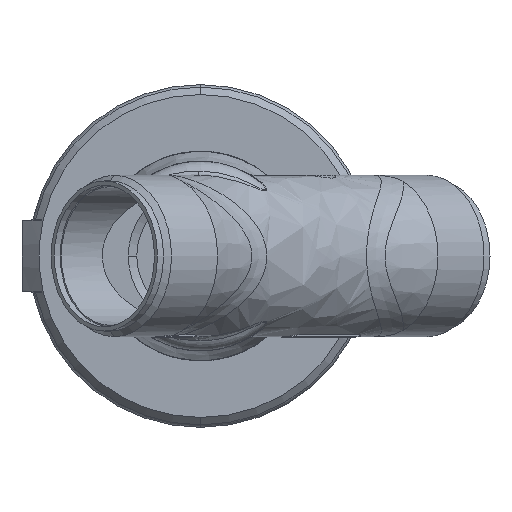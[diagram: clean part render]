
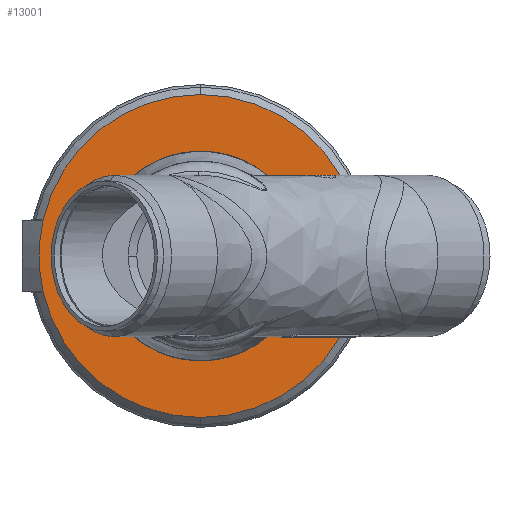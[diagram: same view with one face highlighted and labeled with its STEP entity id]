
A CAD part, front view. The second image highlights one B-rep face of the part: STEP entity #13001.
In plain terms, the highlighted planar face has unit normal (0, -1, 0).
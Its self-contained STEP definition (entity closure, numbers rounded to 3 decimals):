
#61 = DIRECTION ( 'NONE',  ( -1., 0., 0. ) ) ;
#453 = CIRCLE ( 'NONE', #20112, 57. ) ;
#675 = DIRECTION ( 'NONE',  ( 0., 1., 0. ) ) ;
#683 = CIRCLE ( 'NONE', #17582, 57. ) ;
#1069 = ORIENTED_EDGE ( 'NONE', *, *, #15343, .F. ) ;
#1219 = CARTESIAN_POINT ( 'NONE',  ( -180.056, 246.411, 55.567 ) ) ;
#1399 = CARTESIAN_POINT ( 'NONE',  ( -146.856, 246.411, 0. ) ) ;
#1444 = CIRCLE ( 'NONE', #11422, 20.5 ) ;
#1556 = ORIENTED_EDGE ( 'NONE', *, *, #5494, .T. ) ;
#1838 = CARTESIAN_POINT ( 'NONE',  ( -167.356, 246.411, 0. ) ) ;
#1872 = CARTESIAN_POINT ( 'NONE',  ( -154.649, 246.411, 55.566 ) ) ;
#2084 = CARTESIAN_POINT ( 'NONE',  ( -167.356, 246.411, 0. ) ) ;
#2524 = VERTEX_POINT ( 'NONE', #2609 ) ;
#2609 = CARTESIAN_POINT ( 'NONE',  ( -180.065, 246.411, 55.565 ) ) ;
#2863 = CARTESIAN_POINT ( 'NONE',  ( -154.656, 246.411, 55.567 ) ) ;
#3710 = EDGE_LOOP ( 'NONE', ( #1069, #1556, #15389, #14631, #8290, #9557 ) ) ;
#3794 = B_SPLINE_CURVE_WITH_KNOTS ( 'NONE', 3,
 ( #15094, #10215, #5472, #12064 ),
 .UNSPECIFIED., .F., .F.,
 ( 4, 4 ),
 ( 0., 0. ),
 .UNSPECIFIED. ) ;
#4140 = VERTEX_POINT ( 'NONE', #1872 ) ;
#4269 = AXIS2_PLACEMENT_3D ( 'NONE', #4867, #19563, #11246 ) ;
#4823 = CARTESIAN_POINT ( 'NONE',  ( -167.356, 246.411, 0. ) ) ;
#4867 = CARTESIAN_POINT ( 'NONE',  ( -167.356, 246.411, 0. ) ) ;
#4931 = AXIS2_PLACEMENT_3D ( 'NONE', #11265, #9688, #12751 ) ;
#5173 = DIRECTION ( 'NONE',  ( -1., 0., 0. ) ) ;
#5472 = CARTESIAN_POINT ( 'NONE',  ( -180.062, 246.411, 55.566 ) ) ;
#5494 = EDGE_CURVE ( 'NONE', #4140, #14283, #18695, .T. ) ;
#5650 = DIRECTION ( 'NONE',  ( -1., 0., 0. ) ) ;
#5884 = AXIS2_PLACEMENT_3D ( 'NONE', #18295, #16746, #11939 ) ;
#7270 = CIRCLE ( 'NONE', #4269, 20.5 ) ;
#7441 = VERTEX_POINT ( 'NONE', #10902 ) ;
#7553 = FACE_BOUND ( 'NONE', #17570, .T. ) ;
#7776 = AXIS2_PLACEMENT_3D ( 'NONE', #1838, #13246, #5173 ) ;
#8180 = EDGE_CURVE ( 'NONE', #11313, #7441, #1444, .T. ) ;
#8290 = ORIENTED_EDGE ( 'NONE', *, *, #15134, .F. ) ;
#8421 = VERTEX_POINT ( 'NONE', #12884 ) ;
#8904 = CARTESIAN_POINT ( 'NONE',  ( -110.356, 246.411, 0. ) ) ;
#9557 = ORIENTED_EDGE ( 'NONE', *, *, #12738, .F. ) ;
#9688 = DIRECTION ( 'NONE',  ( 0., 1., 0. ) ) ;
#10215 = CARTESIAN_POINT ( 'NONE',  ( -180.059, 246.411, 55.567 ) ) ;
#10219 = CARTESIAN_POINT ( 'NONE',  ( -154.656, 246.411, 55.567 ) ) ;
#10405 = CARTESIAN_POINT ( 'NONE',  ( -167.356, 246.411, 0. ) ) ;
#10728 = CIRCLE ( 'NONE', #4931, 57. ) ;
#10902 = CARTESIAN_POINT ( 'NONE',  ( -187.856, 246.411, 0. ) ) ;
#11103 = CARTESIAN_POINT ( 'NONE',  ( -154.651, 246.411, 55.566 ) ) ;
#11246 = DIRECTION ( 'NONE',  ( -1., 0., 0. ) ) ;
#11265 = CARTESIAN_POINT ( 'NONE',  ( -167.356, 246.411, 0. ) ) ;
#11313 = VERTEX_POINT ( 'NONE', #1399 ) ;
#11422 = AXIS2_PLACEMENT_3D ( 'NONE', #10405, #675, #5650 ) ;
#11939 = DIRECTION ( 'NONE',  ( 1., 0., 0. ) ) ;
#12064 = CARTESIAN_POINT ( 'NONE',  ( -180.065, 246.411, 55.565 ) ) ;
#12159 = CIRCLE ( 'NONE', #7776, 57. ) ;
#12738 = EDGE_CURVE ( 'NONE', #18234, #8421, #12159, .T. ) ;
#12751 = DIRECTION ( 'NONE',  ( -1., 0., 0. ) ) ;
#12884 = CARTESIAN_POINT ( 'NONE',  ( -224.356, 246.411, 0. ) ) ;
#13001 = ADVANCED_FACE ( 'NONE', ( #7553, #13642 ), #18436, .T. ) ;
#13246 = DIRECTION ( 'NONE',  ( 0., 1., 0. ) ) ;
#13610 = ORIENTED_EDGE ( 'NONE', *, *, #8180, .T. ) ;
#13642 = FACE_OUTER_BOUND ( 'NONE', #3710, .T. ) ;
#14283 = VERTEX_POINT ( 'NONE', #10219 ) ;
#14631 = ORIENTED_EDGE ( 'NONE', *, *, #17964, .T. ) ;
#15094 = CARTESIAN_POINT ( 'NONE',  ( -180.056, 246.411, 55.567 ) ) ;
#15134 = EDGE_CURVE ( 'NONE', #8421, #2524, #453, .T. ) ;
#15343 = EDGE_CURVE ( 'NONE', #4140, #18234, #683, .T. ) ;
#15389 = ORIENTED_EDGE ( 'NONE', *, *, #20530, .F. ) ;
#15764 = EDGE_CURVE ( 'NONE', #7441, #11313, #7270, .T. ) ;
#15829 = CARTESIAN_POINT ( 'NONE',  ( -154.649, 246.411, 55.566 ) ) ;
#16746 = DIRECTION ( 'NONE',  ( 0., -1., 0. ) ) ;
#17463 = CARTESIAN_POINT ( 'NONE',  ( -154.654, 246.411, 55.567 ) ) ;
#17570 = EDGE_LOOP ( 'NONE', ( #20925, #13610 ) ) ;
#17582 = AXIS2_PLACEMENT_3D ( 'NONE', #2084, #18373, #18303 ) ;
#17964 = EDGE_CURVE ( 'NONE', #19902, #2524, #3794, .T. ) ;
#18234 = VERTEX_POINT ( 'NONE', #8904 ) ;
#18295 = CARTESIAN_POINT ( 'NONE',  ( -137.106, 246.411, 0. ) ) ;
#18303 = DIRECTION ( 'NONE',  ( -1., 0., 0. ) ) ;
#18373 = DIRECTION ( 'NONE',  ( 0., 1., 0. ) ) ;
#18436 = PLANE ( 'NONE',  #5884 ) ;
#18695 = B_SPLINE_CURVE_WITH_KNOTS ( 'NONE', 3,
 ( #15829, #11103, #17463, #2863 ),
 .UNSPECIFIED., .F., .F.,
 ( 4, 4 ),
 ( 0., 0. ),
 .UNSPECIFIED. ) ;
#19174 = DIRECTION ( 'NONE',  ( 0., 1., 0. ) ) ;
#19563 = DIRECTION ( 'NONE',  ( 0., 1., 0. ) ) ;
#19902 = VERTEX_POINT ( 'NONE', #1219 ) ;
#20112 = AXIS2_PLACEMENT_3D ( 'NONE', #4823, #19174, #61 ) ;
#20530 = EDGE_CURVE ( 'NONE', #19902, #14283, #10728, .T. ) ;
#20925 = ORIENTED_EDGE ( 'NONE', *, *, #15764, .T. ) ;
